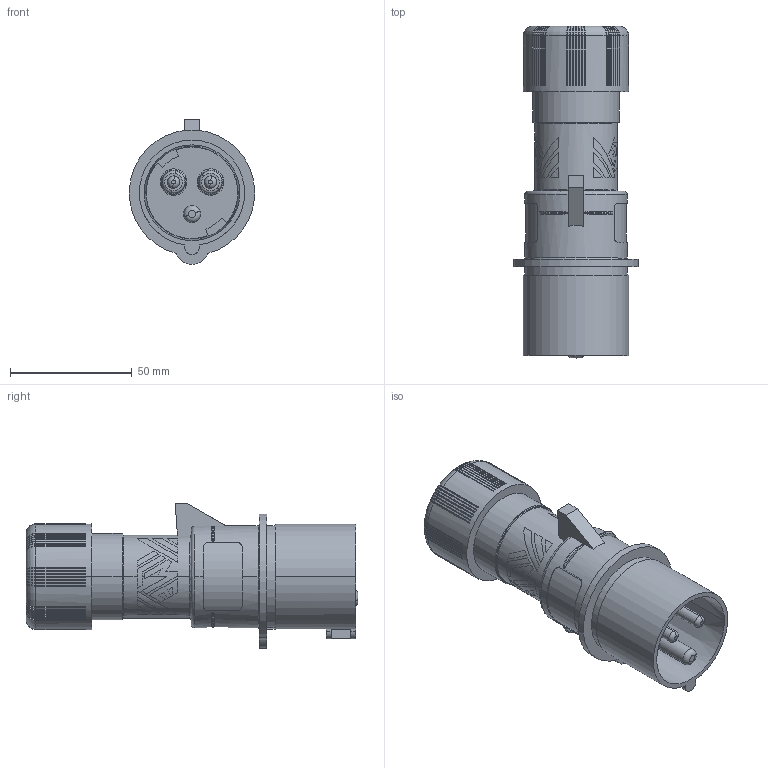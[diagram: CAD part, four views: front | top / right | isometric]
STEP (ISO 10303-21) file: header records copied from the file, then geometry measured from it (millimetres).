
FILE_DESCRIPTION(('Creo Elements/Direct Modeling STEP Export'),'2;1');
FILE_NAME('PES_1663_SV.stp','2012-09-18T 9:02:15',(''),(''),'Creo Elements/Direct Modeling STEP processor for AP214 (Solid Model)','Creo Elements/Direct Modeling 18.0B 02-Dec-2011 (C) Parametric Technology GmbH','');
FILE_SCHEMA(('AUTOMOTIVE_DESIGN { 1 0 10303 214 1 1 1 1 }'));
Length unit declared in the file: millimetre
Products named in the file (2): PES_1663_SV
Assembly tree (1 placements, depth 2):
  PES_1663_SV
    PES_1663_SV
Bounding box: 51.32 x 136.2 x 59.4 mm (x, y, z)
Volume: 117139.2 mm3; surface area: 39838.8 mm2
Topology: 1 solids, 1 shells, 588 faces, 1623 edges, 960 vertices
Faces by surface type: plane 232, cylinder 130, revolution 112, torus 88, cone 24, bspline 2
Entity records: 36396 total; most frequent: CARTESIAN_POINT 18567, ORIENTED_EDGE 3022, DIRECTION 2269, EDGE_CURVE 1511, VERTEX_POINT 960, AXIS2_PLACEMENT_3D 820, EDGE_LOOP 623, COLOUR_RGB 589
